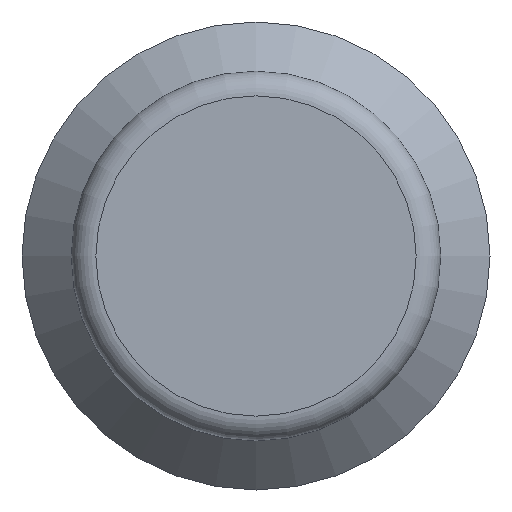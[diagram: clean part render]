
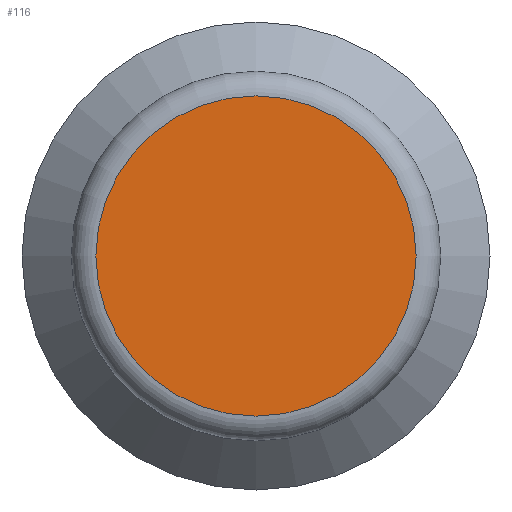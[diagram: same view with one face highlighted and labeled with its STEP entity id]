
A CAD part, left-side view. The second image highlights one B-rep face of the part: STEP entity #116.
In plain terms, the highlighted planar face has unit normal (-1, 0, 0).
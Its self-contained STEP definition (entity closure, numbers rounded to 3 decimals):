
#27=PLANE('',#143);
#33=ORIENTED_EDGE('',*,*,#51,.T.);
#51=EDGE_CURVE('',#60,#60,#69,.F.);
#60=VERTEX_POINT('',#210);
#69=CIRCLE('',#144,3.25);
#78=EDGE_LOOP('',(#33));
#96=FACE_BOUND('',#78,.T.);
#116=ADVANCED_FACE('',(#96),#27,.F.);
#143=AXIS2_PLACEMENT_3D('',#208,#168,#169);
#144=AXIS2_PLACEMENT_3D('',#209,#170,#171);
#168=DIRECTION('',(1.,0.,0.));
#169=DIRECTION('',(0.,0.,-1.));
#170=DIRECTION('',(1.,0.,0.));
#171=DIRECTION('',(0.,0.,-1.));
#208=CARTESIAN_POINT('',(-20.704,153.591,87.955));
#209=CARTESIAN_POINT('',(-20.704,153.591,87.955));
#210=CARTESIAN_POINT('',(-20.704,153.591,84.705));
